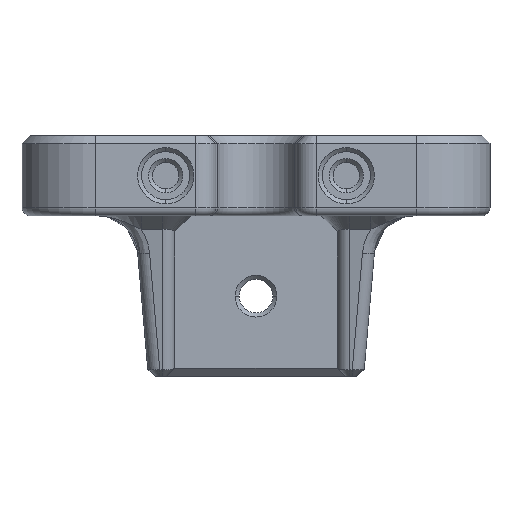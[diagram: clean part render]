
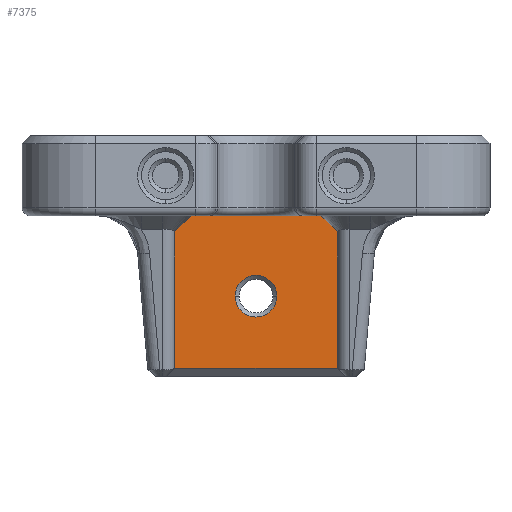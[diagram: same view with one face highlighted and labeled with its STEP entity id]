
A CAD part, front view. The second image highlights one B-rep face of the part: STEP entity #7375.
In plain terms, the highlighted planar face has unit normal (0, -1, 0).
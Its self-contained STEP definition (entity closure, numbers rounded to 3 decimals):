
#230 = VECTOR ( 'NONE', #6104, 1000. ) ;
#247 = VECTOR ( 'NONE', #11600, 1000. ) ;
#377 = LINE ( 'NONE', #9423, #2855 ) ;
#391 = ORIENTED_EDGE ( 'NONE', *, *, #11147, .T. ) ;
#448 = CARTESIAN_POINT ( 'NONE',  ( 30.15, 49.45, -19. ) ) ;
#985 = LINE ( 'NONE', #10019, #7739 ) ;
#1011 = VECTOR ( 'NONE', #10056, 1000. ) ;
#1210 = ORIENTED_EDGE ( 'NONE', *, *, #9914, .T. ) ;
#1566 = CARTESIAN_POINT ( 'NONE',  ( 22.6, 49.45, -10. ) ) ;
#1602 = AXIS2_PLACEMENT_3D ( 'NONE', #10240, #4050, #7613 ) ;
#1776 = LINE ( 'NONE', #10699, #230 ) ;
#2186 = FACE_OUTER_BOUND ( 'NONE', #6885, .T. ) ;
#2404 = EDGE_CURVE ( 'NONE', #7475, #7555, #377, .T. ) ;
#2855 = VECTOR ( 'NONE', #5677, 1000. ) ;
#3013 = ORIENTED_EDGE ( 'NONE', *, *, #2404, .T. ) ;
#3029 = CARTESIAN_POINT ( 'NONE',  ( 0., 49.45, 10. ) ) ;
#3170 = CIRCLE ( 'NONE', #11555, 2.6 ) ;
#4039 = VECTOR ( 'NONE', #5207, 1000. ) ;
#4050 = DIRECTION ( 'NONE',  ( 0., 1., 0. ) ) ;
#4156 = FACE_BOUND ( 'NONE', #4182, .T. ) ;
#4182 = EDGE_LOOP ( 'NONE', ( #10167, #391 ) ) ;
#4370 = CARTESIAN_POINT ( 'NONE',  ( 11.264, 49.45, 9. ) ) ;
#5038 = CIRCLE ( 'NONE', #1602, 2.6 ) ;
#5207 = DIRECTION ( 'NONE',  ( 0., 0., -1. ) ) ;
#5268 = VERTEX_POINT ( 'NONE', #11437 ) ;
#5451 = EDGE_CURVE ( 'NONE', #7555, #8831, #985, .T. ) ;
#5635 = DIRECTION ( 'NONE',  ( -0.894, 0., 0.447 ) ) ;
#5671 = VERTEX_POINT ( 'NONE', #9894 ) ;
#5677 = DIRECTION ( 'NONE',  ( -1., 0., 0. ) ) ;
#5786 = DIRECTION ( 'NONE',  ( -1., 0., 0. ) ) ;
#5866 = ORIENTED_EDGE ( 'NONE', *, *, #5451, .T. ) ;
#6049 = EDGE_CURVE ( 'NONE', #5671, #7475, #1776, .T. ) ;
#6073 = CARTESIAN_POINT ( 'NONE',  ( 30.15, 49.45, 10. ) ) ;
#6104 = DIRECTION ( 'NONE',  ( -0.894, 0., -0.447 ) ) ;
#6480 = ORIENTED_EDGE ( 'NONE', *, *, #6049, .T. ) ;
#6586 = EDGE_CURVE ( 'NONE', #5671, #9027, #7897, .T. ) ;
#6885 = EDGE_LOOP ( 'NONE', ( #6931, #6480, #3013, #5866, #11248, #1210 ) ) ;
#6931 = ORIENTED_EDGE ( 'NONE', *, *, #6586, .F. ) ;
#7321 = CARTESIAN_POINT ( 'NONE',  ( 30.15, 49.45, -19. ) ) ;
#7375 = ADVANCED_FACE ( 'NONE', ( #2186, #4156 ), #7481, .F. ) ;
#7475 = VERTEX_POINT ( 'NONE', #9277 ) ;
#7481 = PLANE ( 'NONE',  #9488 ) ;
#7555 = VERTEX_POINT ( 'NONE', #4370 ) ;
#7613 = DIRECTION ( 'NONE',  ( -1., 0., 0. ) ) ;
#7739 = VECTOR ( 'NONE', #5635, 1000. ) ;
#7797 = CARTESIAN_POINT ( 'NONE',  ( 9.85, 49.45, 9.707 ) ) ;
#7853 = CARTESIAN_POINT ( 'NONE',  ( 9.85, 49.45, -19. ) ) ;
#7897 = LINE ( 'NONE', #6073, #4039 ) ;
#8115 = VERTEX_POINT ( 'NONE', #7853 ) ;
#8193 = LINE ( 'NONE', #7321, #1011 ) ;
#8831 = VERTEX_POINT ( 'NONE', #7797 ) ;
#9027 = VERTEX_POINT ( 'NONE', #448 ) ;
#9277 = CARTESIAN_POINT ( 'NONE',  ( 28.736, 49.45, 9. ) ) ;
#9399 = VERTEX_POINT ( 'NONE', #1566 ) ;
#9423 = CARTESIAN_POINT ( 'NONE',  ( 9.85, 49.45, 9. ) ) ;
#9488 = AXIS2_PLACEMENT_3D ( 'NONE', #3029, #11209, #5786 ) ;
#9808 = EDGE_CURVE ( 'NONE', #8831, #8115, #9830, .T. ) ;
#9830 = LINE ( 'NONE', #9892, #247 ) ;
#9892 = CARTESIAN_POINT ( 'NONE',  ( 9.85, 49.45, 10. ) ) ;
#9894 = CARTESIAN_POINT ( 'NONE',  ( 30.15, 49.45, 9.707 ) ) ;
#9914 = EDGE_CURVE ( 'NONE', #8115, #9027, #8193, .T. ) ;
#10019 = CARTESIAN_POINT ( 'NONE',  ( 1.853, 49.45, 13.706 ) ) ;
#10056 = DIRECTION ( 'NONE',  ( 1., 0., 0. ) ) ;
#10153 = EDGE_CURVE ( 'NONE', #9399, #5268, #5038, .T. ) ;
#10167 = ORIENTED_EDGE ( 'NONE', *, *, #10153, .T. ) ;
#10240 = CARTESIAN_POINT ( 'NONE',  ( 20., 49.45, -10. ) ) ;
#10313 = CARTESIAN_POINT ( 'NONE',  ( 20., 49.45, -10. ) ) ;
#10699 = CARTESIAN_POINT ( 'NONE',  ( 6.147, 49.45, -2.294 ) ) ;
#11147 = EDGE_CURVE ( 'NONE', #5268, #9399, #3170, .T. ) ;
#11209 = DIRECTION ( 'NONE',  ( 0., 1., 0. ) ) ;
#11248 = ORIENTED_EDGE ( 'NONE', *, *, #9808, .T. ) ;
#11389 = DIRECTION ( 'NONE',  ( -1., 0., 0. ) ) ;
#11437 = CARTESIAN_POINT ( 'NONE',  ( 17.4, 49.45, -10. ) ) ;
#11555 = AXIS2_PLACEMENT_3D ( 'NONE', #10313, #11614, #11389 ) ;
#11600 = DIRECTION ( 'NONE',  ( 0., 0., -1. ) ) ;
#11614 = DIRECTION ( 'NONE',  ( 0., 1., 0. ) ) ;
